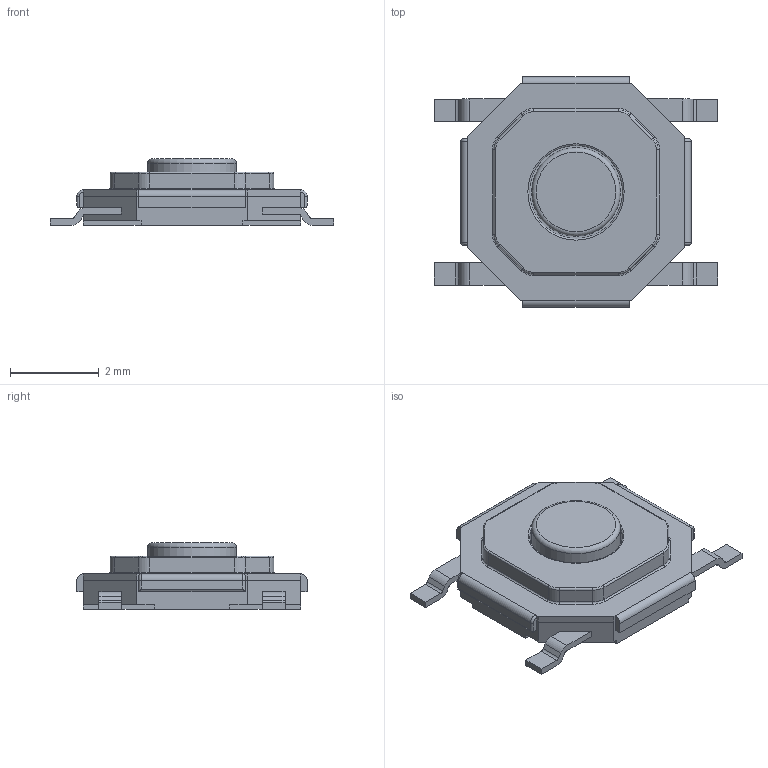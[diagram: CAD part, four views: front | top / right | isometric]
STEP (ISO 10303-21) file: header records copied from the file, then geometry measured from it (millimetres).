
FILE_DESCRIPTION(/* description */ ('model of SW_SPST_SKQG_WithStem'),/* implementation_level */ '2;1');
FILE_NAME(/* name */ 'SW_SPST_SKQG_WithStem.step',/* time_stamp */ '2020-10-28T17:47:30',/* author */ ('kicad StepUp','ksu'),/* organization */ ('FreeCAD'),/* preprocessor_version */ 'OCC',/* originating_system */ 'kicad StepUp',/* authorisation */ '');
FILE_SCHEMA(('AUTOMOTIVE_DESIGN { 1 0 10303 214 1 1 1 1 }'));
Length unit declared in the file: millimetre
Products named in the file (1): SW_SPST_SKQG_WithStem
Bounding box: 6.4 x 5.2 x 1.5 mm (x, y, z)
Volume: 23.1 mm3; surface area: 79.8 mm2
Topology: 1 solids, 1 shells, 176 faces, 446 edges, 279 vertices
Faces by surface type: plane 97, cylinder 56, torus 23
Full cylindrical faces by diameter (mm): 2 x1, 2.1 x1
Entity records: 6491 total; most frequent: DIRECTION 934, CARTESIAN_POINT 902, ORIENTED_EDGE 892, EDGE_CURVE 446, LINE 312, VECTOR 312, AXIS2_PLACEMENT_3D 311, VERTEX_POINT 279
